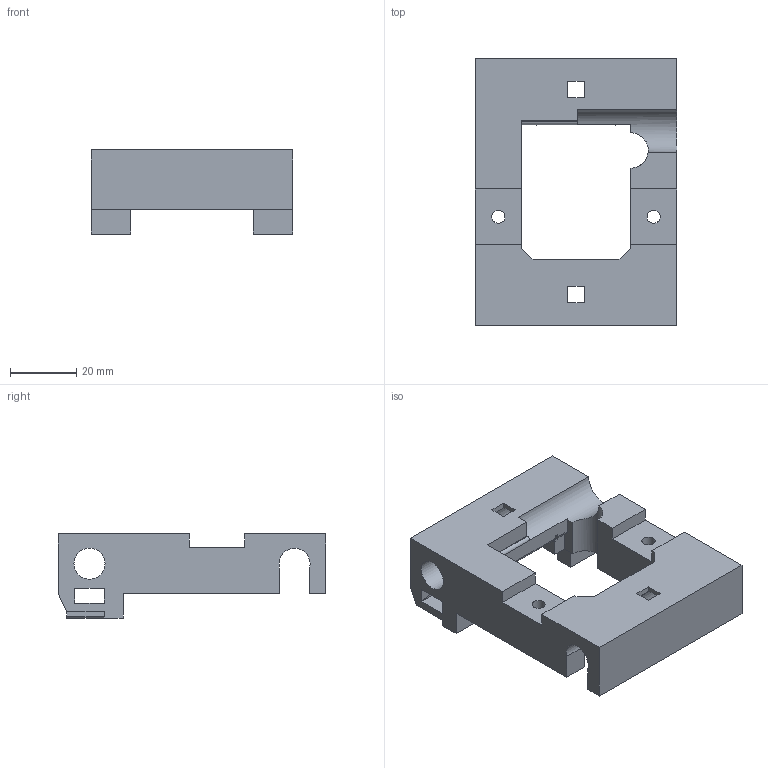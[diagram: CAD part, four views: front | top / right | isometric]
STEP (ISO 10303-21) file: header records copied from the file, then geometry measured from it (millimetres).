
FILE_DESCRIPTION(('FreeCAD Model'),'2;1');
FILE_NAME('carro_universal.stp','2016-04-04T17:18:18',('Author'),(''), 'Open CASCADE STEP processor 6.8','FreeCAD','Unknown');
FILE_SCHEMA(('AUTOMOTIVE_DESIGN_CC2 { 1 2 10303 214 -1 1 5 4 }'));
Length unit declared in the file: millimetre
Products named in the file (2): ASSEMBLY; Shell
Assembly tree (1 placements, depth 2):
  ASSEMBLY
    Shell
Bounding box: 61 x 81 x 25.45 mm (x, y, z)
Surface area: 19708.4 mm2 (no closed solid volume)
Topology: 0 solids, 1 shells, 301 faces, 830 edges, 527 vertices
Faces by surface type: plane 246, cylinder 55
Full cylindrical faces by diameter (mm): 4 x2, 9.4 x2
Entity records: 26446 total; most frequent: CARTESIAN_POINT 10878, DIRECTION 2588, LINE 1715, VECTOR 1715, ORIENTED_EDGE 1660, PCURVE 1660, DEFINITIONAL_REPRESENTATION 1660, EDGE_CURVE 830
